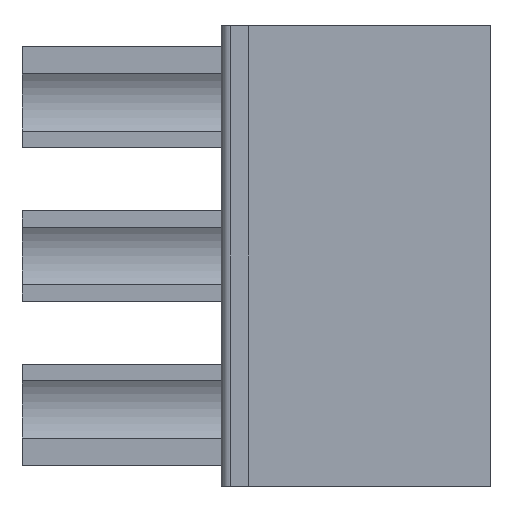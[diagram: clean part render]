
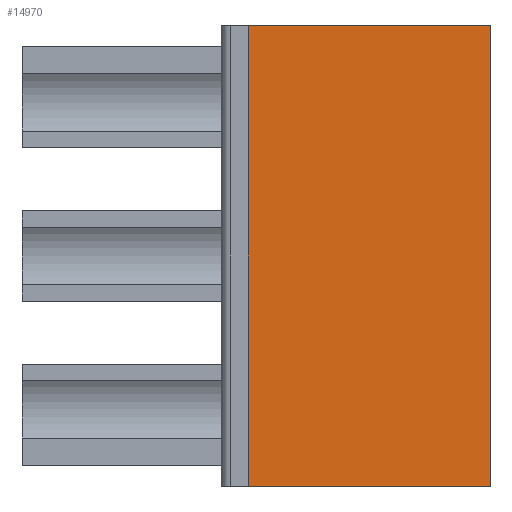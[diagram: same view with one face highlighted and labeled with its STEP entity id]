
A CAD part, front view. The second image highlights one B-rep face of the part: STEP entity #14970.
In plain terms, the highlighted planar face has unit normal (0, -1, 0).
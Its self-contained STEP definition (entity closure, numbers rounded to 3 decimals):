
#14580=CARTESIAN_POINT('',(-53.332,
   -6.217,-13.605));
#14590=DIRECTION('',(0.,-1.,
   0.));
#14600=DIRECTION('',(-1.,0.,
   0.));
#14610=AXIS2_PLACEMENT_3D('',#14580,#14590,#14600);
#14620=PLANE('',#14610);
#14630=CARTESIAN_POINT('',(-58.678,
   -6.217,-18.185));
#14640=DIRECTION('',(-1.,0.,
   0.));
#14650=VECTOR('',#14640,1.);
#14660=LINE('',#14630,#14650);
#14670=CARTESIAN_POINT('',(-53.3,
   -6.217,-18.185));
#14680=VERTEX_POINT('',#14670);
#14690=CARTESIAN_POINT('',(-61.3,
   -6.217,-18.185));
#14700=VERTEX_POINT('',#14690);
#14710=EDGE_CURVE('',#14680,#14700,#14660,.T.);
#14720=ORIENTED_EDGE('',*,*,#14710,.F.);
#14730=CARTESIAN_POINT('',(-61.3,
   -6.217,-12.945));
#14740=DIRECTION('',(0.,0.,
   1.));
#14750=VECTOR('',#14740,1.);
#14760=LINE('',#14730,#14750);
#14770=CARTESIAN_POINT('',(-61.3,
   -6.217,-2.945));
#14780=VERTEX_POINT('',#14770);
#14790=EDGE_CURVE('',#14700,#14780,#14760,.T.);
#14800=ORIENTED_EDGE('',*,*,#14790,.F.);
#14810=CARTESIAN_POINT('',(-48.518,
   -6.217,-2.945));
#14820=DIRECTION('',(1.,0.,
   0.));
#14830=VECTOR('',#14820,1.);
#14840=LINE('',#14810,#14830);
#14850=CARTESIAN_POINT('',(-53.3,
   -6.217,-2.945));
#14860=VERTEX_POINT('',#14850);
#14870=EDGE_CURVE('',#14780,#14860,#14840,.T.);
#14880=ORIENTED_EDGE('',*,*,#14870,.F.);
#14890=CARTESIAN_POINT('',(-53.3,
   -6.217,-20.945));
#14900=DIRECTION('',(0.,0.,
   -1.));
#14910=VECTOR('',#14900,1.);
#14920=LINE('',#14890,#14910);
#14930=EDGE_CURVE('',#14860,#14680,#14920,.T.);
#14940=ORIENTED_EDGE('',*,*,#14930,.F.);
#14950=EDGE_LOOP('',(#14940,#14880,#14800,#14720));
#14960=FACE_OUTER_BOUND('',#14950,.T.);
#14970=ADVANCED_FACE('',(#14960),#14620,.T.);
